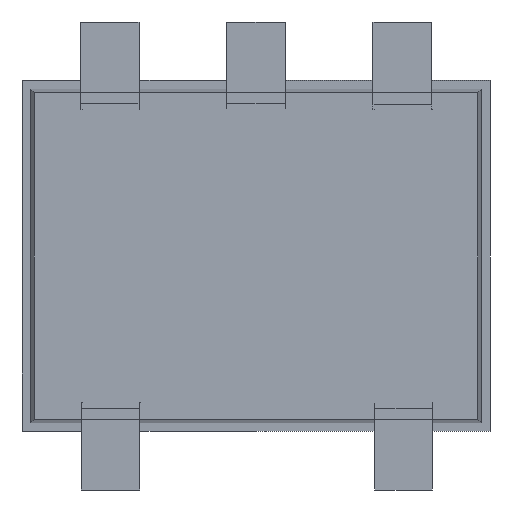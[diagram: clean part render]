
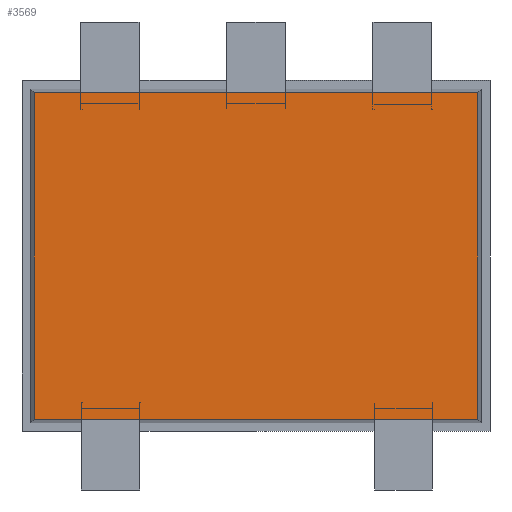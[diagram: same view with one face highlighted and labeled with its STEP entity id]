
A CAD part, front view. The second image highlights one B-rep face of the part: STEP entity #3569.
In plain terms, the highlighted face is planar.
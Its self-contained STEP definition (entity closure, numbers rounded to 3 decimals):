
#62 = DIRECTION ( 'NONE',  ( -1., 0., 0. ) ) ;
#222 = VERTEX_POINT ( 'NONE', #2619 ) ;
#383 = EDGE_CURVE ( 'NONE', #3080, #222, #4558, .T. ) ;
#539 = EDGE_CURVE ( 'NONE', #1039, #3080, #2145, .T. ) ;
#549 = CARTESIAN_POINT ( 'NONE',  ( 0.012, 0.1, -0.012 ) ) ;
#575 = ORIENTED_EDGE ( 'NONE', *, *, #383, .T. ) ;
#699 = DIRECTION ( 'NONE',  ( 1., 0., 0. ) ) ;
#727 = ORIENTED_EDGE ( 'NONE', *, *, #539, .T. ) ;
#798 = VECTOR ( 'NONE', #62, 1000. ) ;
#986 = VERTEX_POINT ( 'NONE', #549 ) ;
#1039 = VERTEX_POINT ( 'NONE', #2732 ) ;
#1064 = CARTESIAN_POINT ( 'NONE',  ( 0., 0.1, -0.012 ) ) ;
#1185 = VECTOR ( 'NONE', #3371, 1000. ) ;
#1340 = FACE_OUTER_BOUND ( 'NONE', #1377, .T. ) ;
#1377 = EDGE_LOOP ( 'NONE', ( #4609, #2047, #727, #575 ) ) ;
#1864 = DIRECTION ( 'NONE',  ( 0., 0., -1. ) ) ;
#1983 = LINE ( 'NONE', #2232, #2856 ) ;
#2047 = ORIENTED_EDGE ( 'NONE', *, *, #3494, .T. ) ;
#2145 = LINE ( 'NONE', #3727, #1185 ) ;
#2232 = CARTESIAN_POINT ( 'NONE',  ( 0.012, 0.1, 0. ) ) ;
#2619 = CARTESIAN_POINT ( 'NONE',  ( 0.012, 0.1, -1.128 ) ) ;
#2732 = CARTESIAN_POINT ( 'NONE',  ( 1.528, 0.1, -0.012 ) ) ;
#2820 = CARTESIAN_POINT ( 'NONE',  ( 0., 0.1, -1.128 ) ) ;
#2856 = VECTOR ( 'NONE', #2972, 1000. ) ;
#2972 = DIRECTION ( 'NONE',  ( 0., 0., 1. ) ) ;
#3080 = VERTEX_POINT ( 'NONE', #3207 ) ;
#3207 = CARTESIAN_POINT ( 'NONE',  ( 1.528, 0.1, -1.128 ) ) ;
#3351 = PLANE ( 'NONE',  #3864 ) ;
#3371 = DIRECTION ( 'NONE',  ( 0., 0., -1. ) ) ;
#3494 = EDGE_CURVE ( 'NONE', #986, #1039, #4320, .T. ) ;
#3569 = ADVANCED_FACE ( 'NONE', ( #1340 ), #3351, .F. ) ;
#3707 = CARTESIAN_POINT ( 'NONE',  ( 0., 0.1, 0. ) ) ;
#3727 = CARTESIAN_POINT ( 'NONE',  ( 1.528, 0.1, 0. ) ) ;
#3864 = AXIS2_PLACEMENT_3D ( 'NONE', #3707, #4086, #1864 ) ;
#4086 = DIRECTION ( 'NONE',  ( 0., -1., 0. ) ) ;
#4202 = VECTOR ( 'NONE', #699, 1000. ) ;
#4320 = LINE ( 'NONE', #1064, #4202 ) ;
#4375 = EDGE_CURVE ( 'NONE', #222, #986, #1983, .T. ) ;
#4558 = LINE ( 'NONE', #2820, #798 ) ;
#4609 = ORIENTED_EDGE ( 'NONE', *, *, #4375, .T. ) ;
